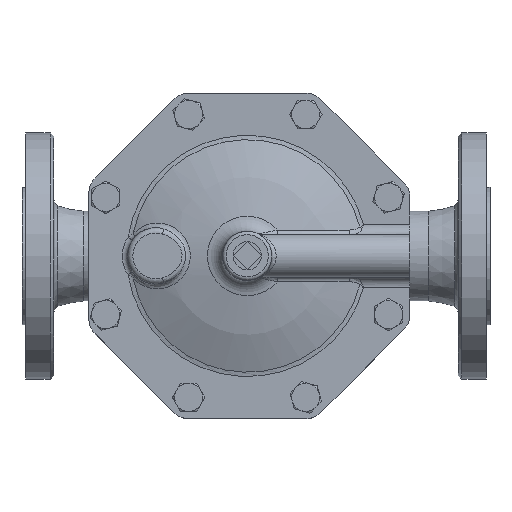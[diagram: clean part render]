
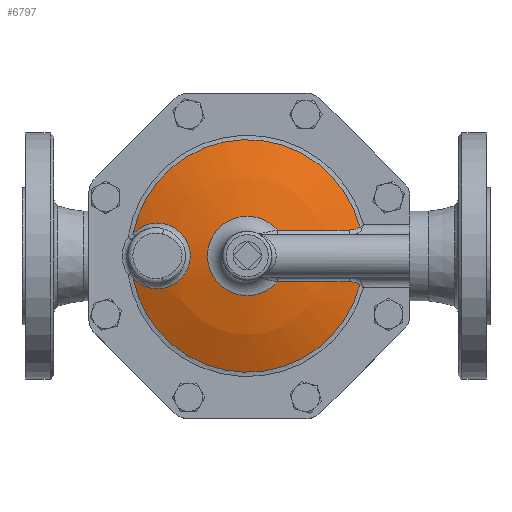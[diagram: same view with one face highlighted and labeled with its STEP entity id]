
A CAD part, top view. The second image highlights one B-rep face of the part: STEP entity #6797.
In plain terms, the highlighted spherical face has radius 160 mm.
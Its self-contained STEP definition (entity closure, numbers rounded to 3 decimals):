
#22=SPHERICAL_SURFACE('',#7432,160.);
#158=B_SPLINE_CURVE_WITH_KNOTS('',3,(#11037,#11038,#11039,#11040,#11041,
#11042,#11043,#11044,#11045,#11046,#11047,#11048,#11049,#11050,#11051,#11052,
#11053,#11054),.UNSPECIFIED.,.F.,.F.,(4,1,1,1,1,1,1,1,1,1,1,1,1,1,1,4),
(-9.4,-9.232,-8.728,-8.057,
-7.386,-7.218,-6.714,-6.043,
-5.371,-4.476,-4.029,-3.357,
-2.686,-1.343,-0.671,0.),.UNSPECIFIED.);
#163=B_SPLINE_CURVE_WITH_KNOTS('',3,(#11134,#11135,#11136,#11137,#11138,
#11139),.UNSPECIFIED.,.F.,.F.,(4,1,1,4),(-0.707,-0.303,
-0.101,0.),.UNSPECIFIED.);
#164=B_SPLINE_CURVE_WITH_KNOTS('',3,(#11146,#11147,#11148,#11149,#11150,
#11151,#11152),.UNSPECIFIED.,.F.,.F.,(4,1,1,1,4),(-0.707,-0.606,
-0.505,-0.404,0.),
 .UNSPECIFIED.);
#1756=FACE_OUTER_BOUND('',#2295,.T.);
#2295=EDGE_LOOP('',(#5366,#5367,#5368,#5369,#5370,#5371,#5372,#5373));
#2741=CIRCLE('',#7428,66.072);
#2742=CIRCLE('',#7430,66.072);
#2744=CIRCLE('',#7433,159.321);
#2745=CIRCLE('',#7434,22.588);
#2746=CIRCLE('',#7435,159.321);
#3221=VERTEX_POINT('',#11034);
#3222=VERTEX_POINT('',#11036);
#3226=VERTEX_POINT('',#11113);
#3227=VERTEX_POINT('',#11122);
#3229=VERTEX_POINT('',#11133);
#3230=VERTEX_POINT('',#11140);
#3231=VERTEX_POINT('',#11142);
#3232=VERTEX_POINT('',#11144);
#4001=EDGE_CURVE('',#3221,#3222,#158,.T.);
#4010=EDGE_CURVE('',#3226,#3221,#2741,.T.);
#4011=EDGE_CURVE('',#3222,#3227,#2742,.T.);
#4014=EDGE_CURVE('',#3229,#3226,#163,.T.);
#4015=EDGE_CURVE('',#3230,#3229,#2744,.T.);
#4016=EDGE_CURVE('',#3231,#3230,#2745,.T.);
#4017=EDGE_CURVE('',#3232,#3231,#2746,.T.);
#4018=EDGE_CURVE('',#3227,#3232,#164,.T.);
#5366=ORIENTED_EDGE('',*,*,#4001,.F.);
#5367=ORIENTED_EDGE('',*,*,#4010,.F.);
#5368=ORIENTED_EDGE('',*,*,#4014,.F.);
#5369=ORIENTED_EDGE('',*,*,#4015,.F.);
#5370=ORIENTED_EDGE('',*,*,#4016,.F.);
#5371=ORIENTED_EDGE('',*,*,#4017,.F.);
#5372=ORIENTED_EDGE('',*,*,#4018,.F.);
#5373=ORIENTED_EDGE('',*,*,#4011,.F.);
#6797=ADVANCED_FACE('',(#1756),#22,.T.);
#7428=AXIS2_PLACEMENT_3D('',#11120,#8709,#8710);
#7430=AXIS2_PLACEMENT_3D('',#11123,#8713,#8714);
#7432=AXIS2_PLACEMENT_3D('',#11132,#8717,#8718);
#7433=AXIS2_PLACEMENT_3D('',#11141,#8719,#8720);
#7434=AXIS2_PLACEMENT_3D('',#11143,#8721,#8722);
#7435=AXIS2_PLACEMENT_3D('',#11145,#8723,#8724);
#8709=DIRECTION('center_axis',(0.,0.,
-1.));
#8710=DIRECTION('ref_axis',(-1.,0.,0.));
#8713=DIRECTION('center_axis',(0.,0.,
-1.));
#8714=DIRECTION('ref_axis',(-1.,0.,0.));
#8717=DIRECTION('center_axis',(0.,0.,1.));
#8718=DIRECTION('ref_axis',(1.,0.,0.));
#8719=DIRECTION('center_axis',(0.,1.,0.));
#8720=DIRECTION('ref_axis',(-0.108,0.,-0.994));
#8721=DIRECTION('center_axis',(0.,0.,1.));
#8722=DIRECTION('ref_axis',(-1.,0.,0.));
#8723=DIRECTION('center_axis',(0.,-1.,0.));
#8724=DIRECTION('ref_axis',(-0.108,0.,-0.994));
#11034=CARTESIAN_POINT('',(-64.877,-12.508,17.035));
#11036=CARTESIAN_POINT('',(-64.877,12.508,17.035));
#11037=CARTESIAN_POINT('Ctrl Pts',(-64.877,-12.508,17.035));
#11038=CARTESIAN_POINT('Ctrl Pts',(-64.519,-12.904,
17.161));
#11039=CARTESIAN_POINT('Ctrl Pts',(-63.013,-14.433,
17.688));
#11040=CARTESIAN_POINT('Ctrl Pts',(-59.53,-16.917,
18.9));
#11041=CARTESIAN_POINT('Ctrl Pts',(-54.004,-18.773,
20.801));
#11042=CARTESIAN_POINT('Ctrl Pts',(-49.218,-18.718,
22.423));
#11043=CARTESIAN_POINT('Ctrl Pts',(-45.132,-17.788,
23.796));
#11044=CARTESIAN_POINT('Ctrl Pts',(-41.183,-16.165,
25.114));
#11045=CARTESIAN_POINT('Ctrl Pts',(-36.587,-12.371,
26.631));
#11046=CARTESIAN_POINT('Ctrl Pts',(-32.816,-6.017,
27.864));
#11047=CARTESIAN_POINT('Ctrl Pts',(-31.993,0.761,
28.132));
#11048=CARTESIAN_POINT('Ctrl Pts',(-33.562,7.25,27.621));
#11049=CARTESIAN_POINT('Ctrl Pts',(-36.556,12.338,26.641));
#11050=CARTESIAN_POINT('Ctrl Pts',(-43.261,17.895,24.429));
#11051=CARTESIAN_POINT('Ctrl Pts',(-51.955,19.466,21.507));
#11052=CARTESIAN_POINT('Ctrl Pts',(-60.024,16.754,18.73));
#11053=CARTESIAN_POINT('Ctrl Pts',(-63.443,14.094,17.538));
#11054=CARTESIAN_POINT('Ctrl Pts',(-64.877,12.508,17.035));
#11113=CARTESIAN_POINT('',(63.991,-16.453,17.035));
#11120=CARTESIAN_POINT('Origin',(0.,0.,
17.035));
#11122=CARTESIAN_POINT('',(63.991,16.453,17.035));
#11123=CARTESIAN_POINT('Origin',(0.,0.,
17.035));
#11132=CARTESIAN_POINT('Origin',(0.,0.,-128.685));
#11133=CARTESIAN_POINT('',(57.965,-14.724,19.717));
#11134=CARTESIAN_POINT('Ctrl Pts',(57.965,-14.724,19.717));
#11135=CARTESIAN_POINT('Ctrl Pts',(59.197,-14.724,19.236));
#11136=CARTESIAN_POINT('Ctrl Pts',(61.07,-14.889,18.461));
#11137=CARTESIAN_POINT('Ctrl Pts',(63.068,-15.623,17.531));
#11138=CARTESIAN_POINT('Ctrl Pts',(63.8,-16.207,17.147));
#11139=CARTESIAN_POINT('Ctrl Pts',(63.991,-16.453,17.035));
#11140=CARTESIAN_POINT('',(17.13,-14.724,29.712));
#11141=CARTESIAN_POINT('Origin',(0.,-14.724,
-128.685));
#11142=CARTESIAN_POINT('',(17.13,14.724,29.712));
#11143=CARTESIAN_POINT('Origin',(0.,0.,
29.712));
#11144=CARTESIAN_POINT('',(57.965,14.724,19.717));
#11145=CARTESIAN_POINT('Origin',(0.,14.724,-128.685));
#11146=CARTESIAN_POINT('Ctrl Pts',(63.991,16.453,17.035));
#11147=CARTESIAN_POINT('Ctrl Pts',(63.8,16.207,17.147));
#11148=CARTESIAN_POINT('Ctrl Pts',(63.315,15.815,17.402));
#11149=CARTESIAN_POINT('Ctrl Pts',(62.494,15.416,17.797));
#11150=CARTESIAN_POINT('Ctrl Pts',(60.762,14.858,18.589));
#11151=CARTESIAN_POINT('Ctrl Pts',(59.197,14.724,19.236));
#11152=CARTESIAN_POINT('Ctrl Pts',(57.965,14.724,19.717));
